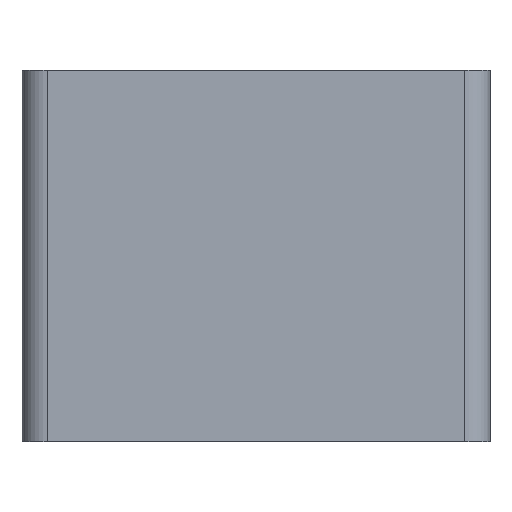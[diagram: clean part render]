
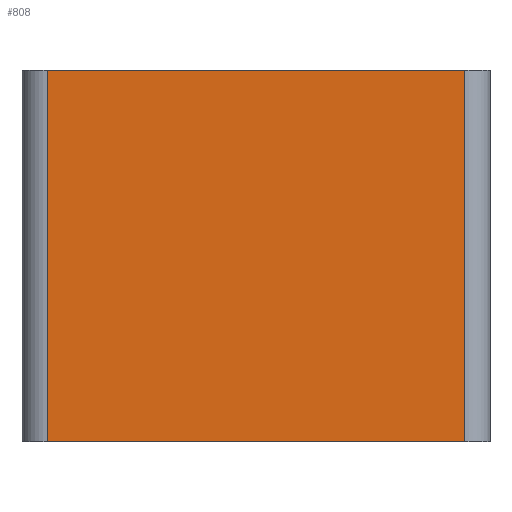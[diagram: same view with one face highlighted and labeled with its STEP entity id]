
A CAD part, front view. The second image highlights one B-rep face of the part: STEP entity #808.
In plain terms, the highlighted planar face has unit normal (0, -1, 0).
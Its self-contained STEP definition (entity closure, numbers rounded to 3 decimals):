
#73=DIRECTION('',(1.,0.,0.));
#74=VECTOR('',#73,24.7);
#75=CARTESIAN_POINT('',(1.5,0.,0.));
#76=LINE('',#75,#74);
#238=DIRECTION('',(0.,0.,-1.));
#239=VECTOR('',#238,22.);
#240=CARTESIAN_POINT('',(26.2,0.,22.));
#241=LINE('',#240,#239);
#245=DIRECTION('',(0.,0.,-1.));
#246=VECTOR('',#245,22.);
#247=CARTESIAN_POINT('',(1.5,0.,22.));
#248=LINE('',#247,#246);
#388=DIRECTION('',(1.,0.,0.));
#389=VECTOR('',#388,24.7);
#390=CARTESIAN_POINT('',(1.5,0.,22.));
#391=LINE('',#390,#389);
#587=CARTESIAN_POINT('',(26.2,0.,0.));
#589=VERTEX_POINT('',#587);
#590=CARTESIAN_POINT('',(26.2,0.,22.));
#591=VERTEX_POINT('',#590);
#594=CARTESIAN_POINT('',(1.5,0.,0.));
#596=VERTEX_POINT('',#594);
#600=CARTESIAN_POINT('',(1.5,0.,22.));
#601=VERTEX_POINT('',#600);
#795=CARTESIAN_POINT('',(0.,0.,0.));
#796=DIRECTION('',(0.,-1.,0.));
#797=DIRECTION('',(1.,0.,0.));
#798=AXIS2_PLACEMENT_3D('',#795,#796,#797);
#799=PLANE('',#798);
#800=ORIENTED_EDGE('',*,*,#787,.T.);
#801=ORIENTED_EDGE('',*,*,#677,.F.);
#803=ORIENTED_EDGE('',*,*,#802,.F.);
#805=ORIENTED_EDGE('',*,*,#804,.T.);
#806=EDGE_LOOP('',(#800,#801,#803,#805));
#807=FACE_OUTER_BOUND('',#806,.F.);
#808=ADVANCED_FACE('',(#807),#799,.T.);
#677=EDGE_CURVE('',#596,#589,#76,.T.);
#787=EDGE_CURVE('',#591,#589,#241,.T.);
#802=EDGE_CURVE('',#601,#596,#248,.T.);
#804=EDGE_CURVE('',#601,#591,#391,.T.);
